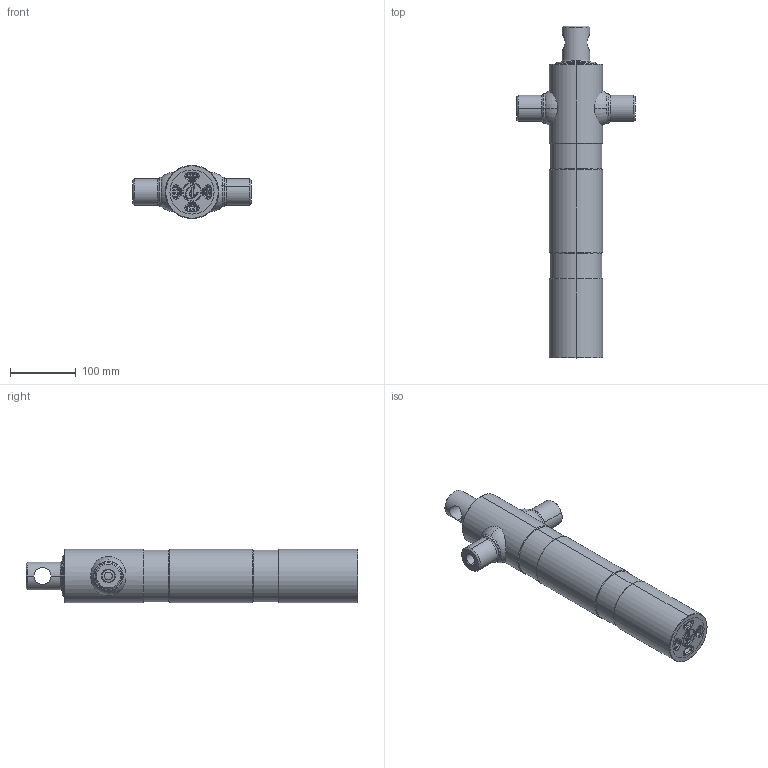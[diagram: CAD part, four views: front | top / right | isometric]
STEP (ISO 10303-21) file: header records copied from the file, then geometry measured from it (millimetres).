
FILE_DESCRIPTION (( 'STEP AP203' ), '1' );
FILE_NAME ('297.BGH.STEP', '2014-10-06T07:32:58', ( '' ), ( '' ), 'SwSTEP 2.0', 'SolidWorks 2013', '' );
FILE_SCHEMA (( 'CONFIG_CONTROL_DESIGN' ));
Length unit declared in the file: millimetre
Products named in the file (1): 297.BGH
Bounding box: 179.8 x 504 x 80.8 mm (x, y, z)
Surface area: 286392.5 mm2 (no closed solid volume)
Topology: 0 solids, 10 shells, 232 faces, 614 edges, 381 vertices
Faces by surface type: torus 76, cylinder 62, cone 62, plane 22, bspline 10
Entity records: 8851 total; most frequent: CARTESIAN_POINT 3051, DIRECTION 1356, ORIENTED_EDGE 1044, EDGE_CURVE 613, AXIS2_PLACEMENT_3D 585, VERTEX_POINT 381, CIRCLE 362, EDGE_LOOP 244
